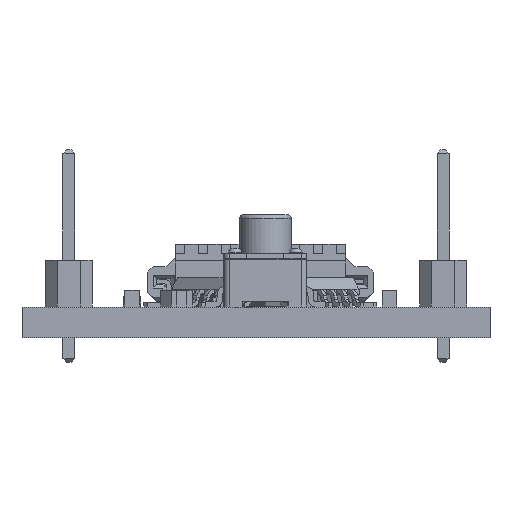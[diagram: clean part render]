
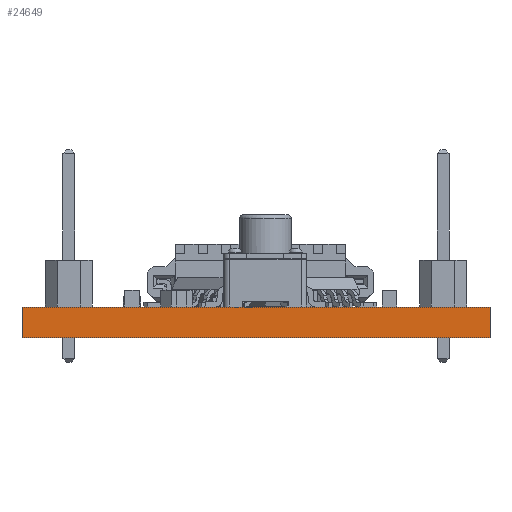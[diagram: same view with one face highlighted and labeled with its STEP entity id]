
A CAD part, front view. The second image highlights one B-rep face of the part: STEP entity #24649.
In plain terms, the highlighted planar face has unit normal (0, -1, 0).
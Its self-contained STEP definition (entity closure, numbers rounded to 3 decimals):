
#284=PLANE('',#26226);
#1437=FACE_OUTER_BOUND('',#2813,.T.);
#2813=EDGE_LOOP('',(#16784,#16785,#16786,#16787));
#4331=LINE('',#35065,#7350);
#4332=LINE('',#35068,#7351);
#4333=LINE('',#35070,#7352);
#4334=LINE('',#35071,#7353);
#7350=VECTOR('',#28293,10.);
#7351=VECTOR('',#28296,10.);
#7352=VECTOR('',#28297,10.);
#7353=VECTOR('',#28298,10.);
#10906=VERTEX_POINT('',#35061);
#10907=VERTEX_POINT('',#35063);
#10908=VERTEX_POINT('',#35067);
#10909=VERTEX_POINT('',#35069);
#13222=EDGE_CURVE('',#10906,#10907,#4331,.T.);
#13223=EDGE_CURVE('',#10908,#10906,#4332,.T.);
#13224=EDGE_CURVE('',#10909,#10907,#4333,.T.);
#13225=EDGE_CURVE('',#10908,#10909,#4334,.T.);
#16784=ORIENTED_EDGE('',*,*,#13223,.T.);
#16785=ORIENTED_EDGE('',*,*,#13222,.T.);
#16786=ORIENTED_EDGE('',*,*,#13224,.F.);
#16787=ORIENTED_EDGE('',*,*,#13225,.F.);
#24649=ADVANCED_FACE('',(#1437),#284,.T.);
#26226=AXIS2_PLACEMENT_3D('',#35066,#28294,#28295);
#28293=DIRECTION('',(0.,0.,1.));
#28294=DIRECTION('center_axis',(0.,-1.,0.));
#28295=DIRECTION('ref_axis',(1.,0.,0.));
#28296=DIRECTION('',(1.,0.,0.));
#28297=DIRECTION('',(1.,0.,0.));
#28298=DIRECTION('',(0.,0.,1.));
#35061=CARTESIAN_POINT('',(25.4,0.,0.));
#35063=CARTESIAN_POINT('',(25.4,0.,1.67));
#35065=CARTESIAN_POINT('',(25.4,0.,0.));
#35066=CARTESIAN_POINT('Origin',(0.,0.,0.));
#35067=CARTESIAN_POINT('',(0.,0.,0.));
#35068=CARTESIAN_POINT('',(0.,0.,0.));
#35069=CARTESIAN_POINT('',(0.,0.,1.67));
#35070=CARTESIAN_POINT('',(0.,0.,1.67));
#35071=CARTESIAN_POINT('',(0.,0.,0.));
